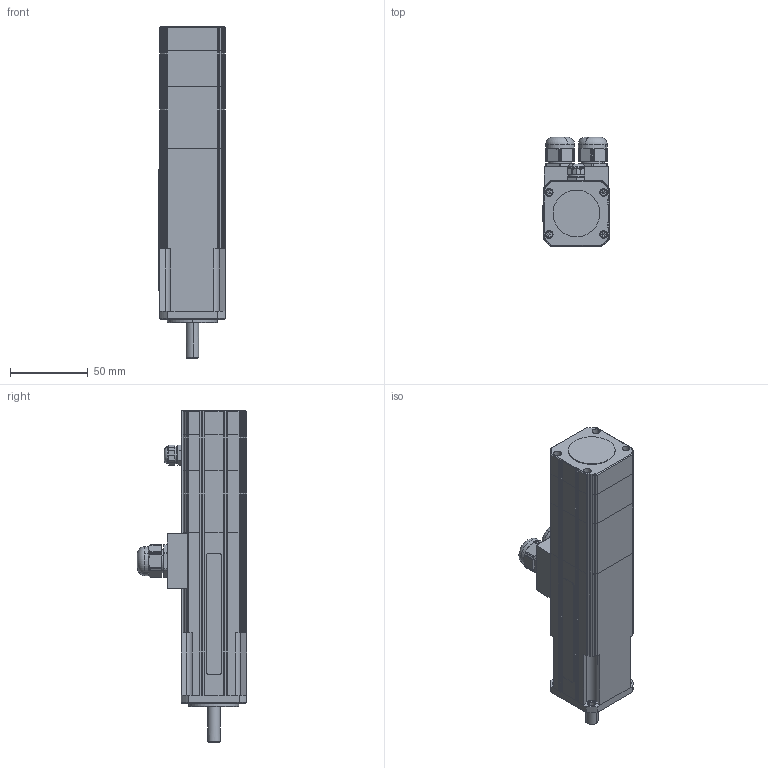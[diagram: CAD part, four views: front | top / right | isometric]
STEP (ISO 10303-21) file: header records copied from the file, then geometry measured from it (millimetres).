
FILE_DESCRIPTION((''),'2;1');
FILE_NAME('FP-34 + Enc. + Hall + Fre.stp','2013-09-30T11:42:53',('arodrigo'),(''),'Autodesk Inventor 9','Autodesk Inventor 9','');
FILE_SCHEMA(('AUTOMOTIVE_DESIGN { 1 0 10303 214 1 1 1 1 }'));
Length unit declared in the file: millimetre
Products named in the file (1): Pieza1
Bounding box: 42.5 x 70 x 213 mm (x, y, z)
Volume: 263893.8 mm3; surface area: 62781.3 mm2
Topology: 1 solids, 16 shells, 1111 faces, 2784 edges, 1713 vertices
Faces by surface type: plane 621, cylinder 206, bspline 150, cone 78, torus 32, sphere 24
Entity records: 34175 total; most frequent: CARTESIAN_POINT 8917, ORIENTED_EDGE 5388, DIRECTION 5038, EDGE_CURVE 2694, AXIS2_PLACEMENT_3D 1722, VERTEX_POINT 1689, VECTOR 1594, LINE 1594
